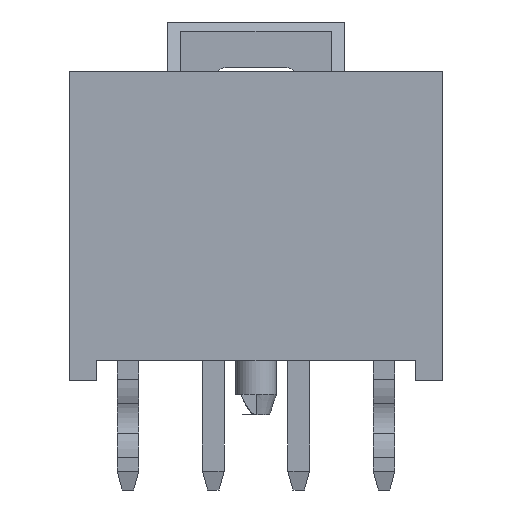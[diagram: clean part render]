
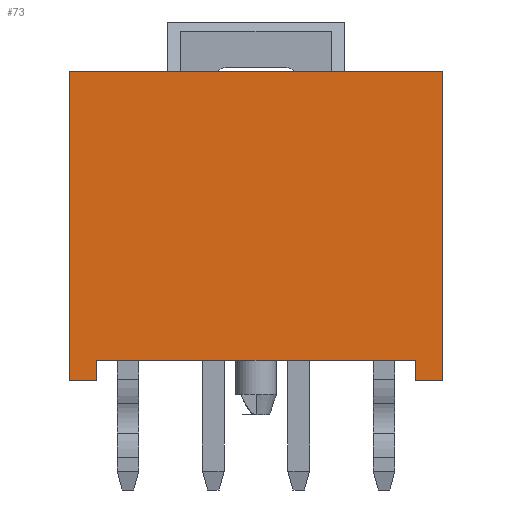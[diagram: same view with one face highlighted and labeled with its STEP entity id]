
A CAD part, front view. The second image highlights one B-rep face of the part: STEP entity #73.
In plain terms, the highlighted planar face has unit normal (0, -1, 0).
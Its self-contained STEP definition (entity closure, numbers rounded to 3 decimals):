
#73=ADVANCED_FACE('',(#363),#364,.F.);
#363=FACE_OUTER_BOUND('',#940,.T.);
#364=PLANE('',#941);
#940=EDGE_LOOP('',(#1527,#1528,#1529,#1530,#1531,#1532,#1533,#1534));
#941=AXIS2_PLACEMENT_3D('',#1535,#1536,#1537);
#1527=ORIENTED_EDGE('',*,*,#3688,.T.);
#1528=ORIENTED_EDGE('',*,*,#3689,.F.);
#1529=ORIENTED_EDGE('',*,*,#3690,.F.);
#1530=ORIENTED_EDGE('',*,*,#3691,.F.);
#1531=ORIENTED_EDGE('',*,*,#3692,.T.);
#1532=ORIENTED_EDGE('',*,*,#3693,.F.);
#1533=ORIENTED_EDGE('',*,*,#3694,.F.);
#1534=ORIENTED_EDGE('',*,*,#3695,.F.);
#1535=CARTESIAN_POINT('',(0.0,-2.99,0.0));
#1536=DIRECTION('',(-0.0,1.0,0.0));
#1537=DIRECTION('',(1.0,0.0,0.0));
#3688=EDGE_CURVE('',#4421,#4422,#4423,.T.);
#3689=EDGE_CURVE('',#4424,#4422,#4425,.T.);
#3690=EDGE_CURVE('',#4426,#4424,#4427,.T.);
#3691=EDGE_CURVE('',#4428,#4426,#4429,.T.);
#3692=EDGE_CURVE('',#4428,#4430,#4431,.T.);
#3693=EDGE_CURVE('',#4432,#4430,#4433,.T.);
#3694=EDGE_CURVE('',#4434,#4432,#4435,.T.);
#3695=EDGE_CURVE('',#4421,#4434,#4436,.T.);
#4421=VERTEX_POINT('',#5519);
#4422=VERTEX_POINT('',#5520);
#4423=LINE('',#5521,#5522);
#4424=VERTEX_POINT('',#5523);
#4425=LINE('',#5524,#5525);
#4426=VERTEX_POINT('',#5526);
#4427=LINE('',#5527,#5528);
#4428=VERTEX_POINT('',#5529);
#4429=LINE('',#5530,#5531);
#4430=VERTEX_POINT('',#5532);
#4431=LINE('',#5533,#5534);
#4432=VERTEX_POINT('',#5535);
#4433=LINE('',#5536,#5537);
#4434=VERTEX_POINT('',#5538);
#4435=LINE('',#5539,#5540);
#4436=LINE('',#5541,#5542);
#5519=CARTESIAN_POINT('',(4.67,-2.99,-4.23));
#5520=CARTESIAN_POINT('',(4.67,-2.99,-4.83));
#5521=CARTESIAN_POINT('',(4.67,-2.99,-4.23));
#5522=VECTOR('',#7229,0.6);
#5523=CARTESIAN_POINT('',(5.47,-2.99,-4.83));
#5524=CARTESIAN_POINT('',(5.47,-2.99,-4.83));
#5525=VECTOR('',#7230,0.8);
#5526=CARTESIAN_POINT('',(5.47,-2.99,4.23));
#5527=CARTESIAN_POINT('',(5.47,-2.99,4.23));
#5528=VECTOR('',#7231,9.06);
#5529=CARTESIAN_POINT('',(-5.47,-2.99,4.23));
#5530=CARTESIAN_POINT('',(-5.47,-2.99,4.23));
#5531=VECTOR('',#7232,10.94);
#5532=CARTESIAN_POINT('',(-5.47,-2.99,-4.83));
#5533=CARTESIAN_POINT('',(-5.47,-2.99,4.23));
#5534=VECTOR('',#7233,9.06);
#5535=CARTESIAN_POINT('',(-4.67,-2.99,-4.83));
#5536=CARTESIAN_POINT('',(-4.67,-2.99,-4.83));
#5537=VECTOR('',#7234,0.8);
#5538=CARTESIAN_POINT('',(-4.67,-2.99,-4.23));
#5539=CARTESIAN_POINT('',(-4.67,-2.99,-4.23));
#5540=VECTOR('',#7235,0.6);
#5541=CARTESIAN_POINT('',(4.67,-2.99,-4.23));
#5542=VECTOR('',#7236,9.34);
#7229=DIRECTION('',(0.0,0.0,-1.0));
#7230=DIRECTION('',(-1.0,0.0,0.0));
#7231=DIRECTION('',(0.0,0.0,-1.0));
#7232=DIRECTION('',(1.0,0.0,0.0));
#7233=DIRECTION('',(0.0,0.0,-1.0));
#7234=DIRECTION('',(-1.0,0.0,0.0));
#7235=DIRECTION('',(0.0,0.0,-1.0));
#7236=DIRECTION('',(-1.0,0.0,0.0));
